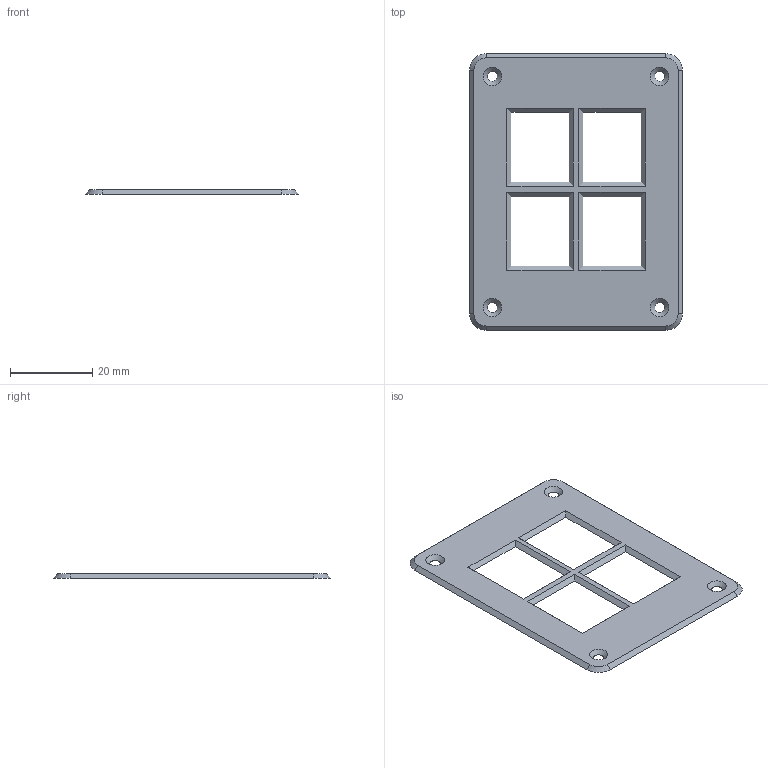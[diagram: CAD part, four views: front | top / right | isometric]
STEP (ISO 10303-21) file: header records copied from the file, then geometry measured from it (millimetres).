
FILE_DESCRIPTION(/* description */ (''),/* implementation_level */ '2;1');
FILE_NAME(/* name */ 'Carbon Fibre Top Plate.step',/* time_stamp */ '2023-08-21T22:12:31+12:00',/* author */ (''),/* organization */ (''),/* preprocessor_version */ 'ST-DEVELOPER v20',/* originating_system */ 'Autodesk Translation Framework v12.9.0.99',/* authorisation */ '');
FILE_SCHEMA (('AUTOMOTIVE_DESIGN { 1 0 10303 214 3 1 1 }'));
Length unit declared in the file: millimetre
Products named in the file (1): Macro Keyboard Microswitch
Bounding box: 51.7 x 67.24 x 1 mm (x, y, z)
Volume: 2216.1 mm3; surface area: 5183.3 mm2
Topology: 1 solids, 1 shells, 30 faces, 84 edges, 56 vertices
Faces by surface type: plane 22, cone 8
Entity records: 1053 total; most frequent: CARTESIAN_POINT 171, ORIENTED_EDGE 168, DIRECTION 162, EDGE_CURVE 84, LINE 68, VECTOR 68, VERTEX_POINT 56, AXIS2_PLACEMENT_3D 47
